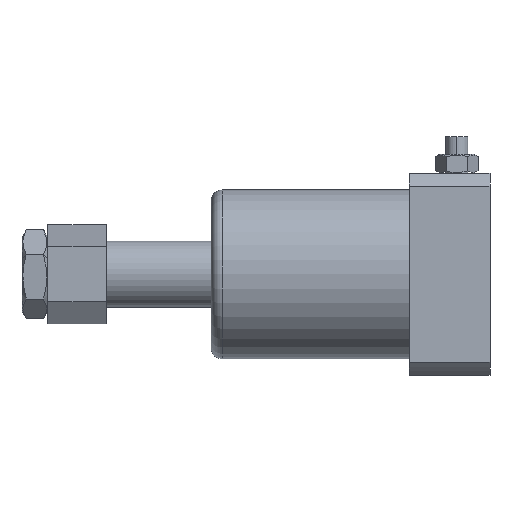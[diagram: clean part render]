
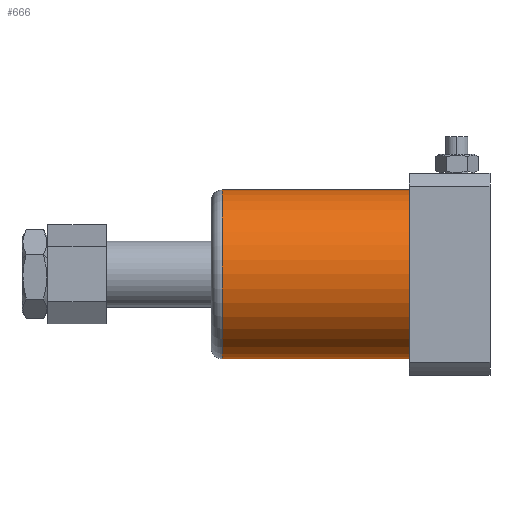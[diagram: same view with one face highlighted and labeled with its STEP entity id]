
A CAD part, left-side view. The second image highlights one B-rep face of the part: STEP entity #666.
In plain terms, the highlighted cylindrical face has radius 23 mm (diameter 46 mm), a partial arc.
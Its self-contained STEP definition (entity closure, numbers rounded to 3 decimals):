
#666 = ADVANCED_FACE ( 'NONE', ( #6322 ), #6327, .T. ) ;
#887 = CARTESIAN_POINT ( 'NONE',  ( 0., 76., -23. ) ) ;
#888 = DIRECTION ( 'NONE',  ( 0., -1., 0. ) ) ;
#898 = DIRECTION ( 'NONE',  ( 0., -1., 0. ) ) ;
#899 = CARTESIAN_POINT ( 'NONE',  ( 0., 76., 23. ) ) ;
#1136 = CARTESIAN_POINT ( 'NONE',  ( 0., 22., 0. ) ) ;
#1137 = DIRECTION ( 'NONE',  ( 0., 1., 0. ) ) ;
#1138 = DIRECTION ( 'NONE',  ( 0., 0., -1. ) ) ;
#1176 = CARTESIAN_POINT ( 'NONE',  ( 0., 73., 0. ) ) ;
#1177 = DIRECTION ( 'NONE',  ( 0., -1., 0. ) ) ;
#1178 = DIRECTION ( 'NONE',  ( 0., 0., 1. ) ) ;
#1450 = CARTESIAN_POINT ( 'NONE',  ( 0., 22., 23. ) ) ;
#1524 = CARTESIAN_POINT ( 'NONE',  ( 0., 22., -23. ) ) ;
#1721 = VERTEX_POINT ( 'NONE', #2001 ) ;
#1745 = VERTEX_POINT ( 'NONE', #1970 ) ;
#1970 = CARTESIAN_POINT ( 'NONE',  ( 0., 73., 23. ) ) ;
#2001 = CARTESIAN_POINT ( 'NONE',  ( 0., 73., -23. ) ) ;
#2234 = CARTESIAN_POINT ( 'NONE',  ( 0., 76., 0. ) ) ;
#2235 = DIRECTION ( 'NONE',  ( 0., -1., 0. ) ) ;
#2239 = DIRECTION ( 'NONE',  ( 0., 0., -1. ) ) ;
#2834 = EDGE_LOOP ( 'NONE', ( #5560, #5559, #5558, #5557 ) ) ;
#3130 = LINE ( 'NONE', #899, #3133 ) ;
#3133 = VECTOR ( 'NONE', #888, 1000. ) ;
#3134 = LINE ( 'NONE', #887, #3136 ) ;
#3136 = VECTOR ( 'NONE', #898, 1000. ) ;
#3204 = CIRCLE ( 'NONE', #4418, 23. ) ;
#3233 = CIRCLE ( 'NONE', #4430, 23. ) ;
#4228 = AXIS2_PLACEMENT_3D ( 'NONE', #2234, #2235, #2239 ) ;
#4418 = AXIS2_PLACEMENT_3D ( 'NONE', #1136, #1137, #1138 ) ;
#4430 = AXIS2_PLACEMENT_3D ( 'NONE', #1176, #1177, #1178 ) ;
#4702 = VERTEX_POINT ( 'NONE', #1524 ) ;
#4731 = VERTEX_POINT ( 'NONE', #1450 ) ;
#5557 = ORIENTED_EDGE ( 'NONE', *, *, #5747, .T. ) ;
#5558 = ORIENTED_EDGE ( 'NONE', *, *, #5695, .T. ) ;
#5559 = ORIENTED_EDGE ( 'NONE', *, *, #5765, .T. ) ;
#5560 = ORIENTED_EDGE ( 'NONE', *, *, #5693, .F. ) ;
#5693 = EDGE_CURVE ( 'NONE', #1745, #4731, #3130, .T. ) ;
#5695 = EDGE_CURVE ( 'NONE', #1721, #4702, #3134, .T. ) ;
#5747 = EDGE_CURVE ( 'NONE', #4702, #4731, #3204, .T. ) ;
#5765 = EDGE_CURVE ( 'NONE', #1745, #1721, #3233, .T. ) ;
#6322 = FACE_OUTER_BOUND ( 'NONE', #2834, .T. ) ;
#6327 = CYLINDRICAL_SURFACE ( 'NONE', #4228, 23. ) ;
